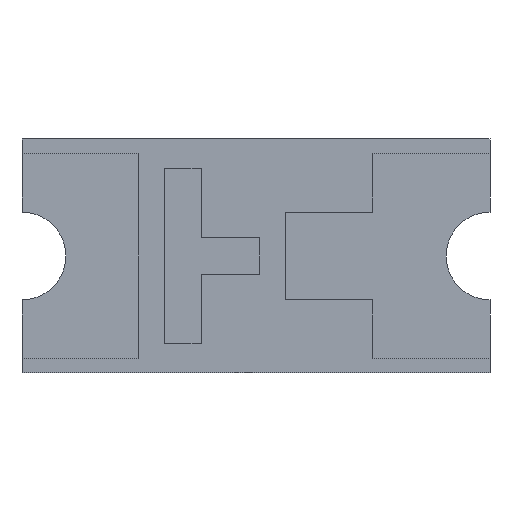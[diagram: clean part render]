
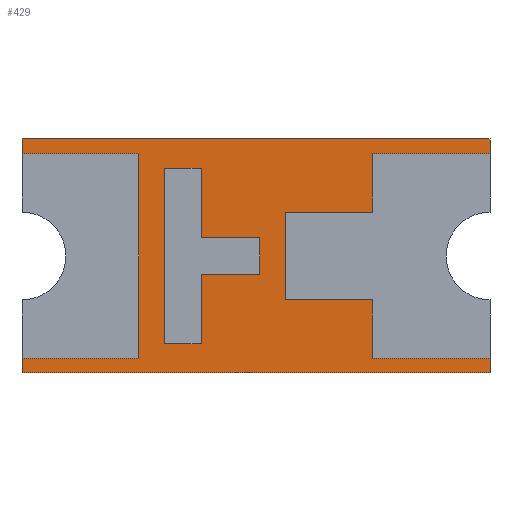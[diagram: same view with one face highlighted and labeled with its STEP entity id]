
A CAD part, front view. The second image highlights one B-rep face of the part: STEP entity #429.
In plain terms, the highlighted planar face has unit normal (0, -1, 0).
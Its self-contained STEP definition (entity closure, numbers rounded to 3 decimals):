
#262 = VERTEX_POINT('',#263);
#263 = CARTESIAN_POINT('',(-0.8,0.,0.35));
#269 = EDGE_CURVE('',#262,#270,#272,.T.);
#270 = VERTEX_POINT('',#271);
#271 = CARTESIAN_POINT('',(-0.8,0.,0.4));
#272 = LINE('',#273,#274);
#273 = CARTESIAN_POINT('',(-0.8,0.,0.4));
#274 = VECTOR('',#275,1.);
#275 = DIRECTION('',(0.,0.,1.));
#318 = VERTEX_POINT('',#319);
#319 = CARTESIAN_POINT('',(0.8,0.,0.4));
#325 = EDGE_CURVE('',#318,#326,#328,.T.);
#326 = VERTEX_POINT('',#327);
#327 = CARTESIAN_POINT('',(0.8,0.,0.35));
#328 = LINE('',#329,#330);
#329 = CARTESIAN_POINT('',(0.8,0.,0.4));
#330 = VECTOR('',#331,1.);
#331 = DIRECTION('',(0.,0.,-1.));
#429 = ADVANCED_FACE('',(#430,#542),#608,.F.);
#430 = FACE_BOUND('',#431,.T.);
#431 = EDGE_LOOP('',(#432,#440,#441,#447,#448,#456,#464,#472,#480,#488,
    #496,#504,#512,#520,#528,#536));
#432 = ORIENTED_EDGE('',*,*,#433,.F.);
#433 = EDGE_CURVE('',#326,#434,#436,.T.);
#434 = VERTEX_POINT('',#435);
#435 = CARTESIAN_POINT('',(0.4,0.,0.35));
#436 = LINE('',#437,#438);
#437 = CARTESIAN_POINT('',(0.8,0.,0.35));
#438 = VECTOR('',#439,1.);
#439 = DIRECTION('',(-1.,0.,0.));
#440 = ORIENTED_EDGE('',*,*,#325,.F.);
#441 = ORIENTED_EDGE('',*,*,#442,.F.);
#442 = EDGE_CURVE('',#270,#318,#443,.T.);
#443 = LINE('',#444,#445);
#444 = CARTESIAN_POINT('',(-0.8,0.,0.4));
#445 = VECTOR('',#446,1.);
#446 = DIRECTION('',(1.,0.,0.));
#447 = ORIENTED_EDGE('',*,*,#269,.F.);
#448 = ORIENTED_EDGE('',*,*,#449,.F.);
#449 = EDGE_CURVE('',#450,#262,#452,.T.);
#450 = VERTEX_POINT('',#451);
#451 = CARTESIAN_POINT('',(-0.4,0.,0.35));
#452 = LINE('',#453,#454);
#453 = CARTESIAN_POINT('',(0.8,0.,0.35));
#454 = VECTOR('',#455,1.);
#455 = DIRECTION('',(-1.,0.,0.));
#456 = ORIENTED_EDGE('',*,*,#457,.F.);
#457 = EDGE_CURVE('',#458,#450,#460,.T.);
#458 = VERTEX_POINT('',#459);
#459 = CARTESIAN_POINT('',(-0.4,0.,-0.35));
#460 = LINE('',#461,#462);
#461 = CARTESIAN_POINT('',(-0.4,0.,0.));
#462 = VECTOR('',#463,1.);
#463 = DIRECTION('',(0.,0.,1.));
#464 = ORIENTED_EDGE('',*,*,#465,.F.);
#465 = EDGE_CURVE('',#466,#458,#468,.T.);
#466 = VERTEX_POINT('',#467);
#467 = CARTESIAN_POINT('',(-0.8,0.,-0.35));
#468 = LINE('',#469,#470);
#469 = CARTESIAN_POINT('',(0.8,0.,-0.35));
#470 = VECTOR('',#471,1.);
#471 = DIRECTION('',(1.,0.,0.));
#472 = ORIENTED_EDGE('',*,*,#473,.F.);
#473 = EDGE_CURVE('',#474,#466,#476,.T.);
#474 = VERTEX_POINT('',#475);
#475 = CARTESIAN_POINT('',(-0.8,0.,-0.4));
#476 = LINE('',#477,#478);
#477 = CARTESIAN_POINT('',(-0.8,0.,-0.15));
#478 = VECTOR('',#479,1.);
#479 = DIRECTION('',(0.,0.,1.));
#480 = ORIENTED_EDGE('',*,*,#481,.F.);
#481 = EDGE_CURVE('',#482,#474,#484,.T.);
#482 = VERTEX_POINT('',#483);
#483 = CARTESIAN_POINT('',(0.8,0.,-0.4));
#484 = LINE('',#485,#486);
#485 = CARTESIAN_POINT('',(-0.8,0.,-0.4));
#486 = VECTOR('',#487,1.);
#487 = DIRECTION('',(-1.,-0.,-0.));
#488 = ORIENTED_EDGE('',*,*,#489,.F.);
#489 = EDGE_CURVE('',#490,#482,#492,.T.);
#490 = VERTEX_POINT('',#491);
#491 = CARTESIAN_POINT('',(0.8,0.,-0.35));
#492 = LINE('',#493,#494);
#493 = CARTESIAN_POINT('',(0.8,0.,-0.15));
#494 = VECTOR('',#495,1.);
#495 = DIRECTION('',(0.,0.,-1.));
#496 = ORIENTED_EDGE('',*,*,#497,.F.);
#497 = EDGE_CURVE('',#498,#490,#500,.T.);
#498 = VERTEX_POINT('',#499);
#499 = CARTESIAN_POINT('',(0.4,0.,-0.35));
#500 = LINE('',#501,#502);
#501 = CARTESIAN_POINT('',(0.8,0.,-0.35));
#502 = VECTOR('',#503,1.);
#503 = DIRECTION('',(1.,0.,0.));
#504 = ORIENTED_EDGE('',*,*,#505,.F.);
#505 = EDGE_CURVE('',#506,#498,#508,.T.);
#506 = VERTEX_POINT('',#507);
#507 = CARTESIAN_POINT('',(0.4,0.,-0.15));
#508 = LINE('',#509,#510);
#509 = CARTESIAN_POINT('',(0.4,0.,0.));
#510 = VECTOR('',#511,1.);
#511 = DIRECTION('',(0.,0.,-1.));
#512 = ORIENTED_EDGE('',*,*,#513,.F.);
#513 = EDGE_CURVE('',#514,#506,#516,.T.);
#514 = VERTEX_POINT('',#515);
#515 = CARTESIAN_POINT('',(0.1,0.,-0.15));
#516 = LINE('',#517,#518);
#517 = CARTESIAN_POINT('',(0.8,0.,-0.15));
#518 = VECTOR('',#519,1.);
#519 = DIRECTION('',(1.,0.,0.));
#520 = ORIENTED_EDGE('',*,*,#521,.F.);
#521 = EDGE_CURVE('',#522,#514,#524,.T.);
#522 = VERTEX_POINT('',#523);
#523 = CARTESIAN_POINT('',(0.1,0.,0.15));
#524 = LINE('',#525,#526);
#525 = CARTESIAN_POINT('',(0.1,0.,0.));
#526 = VECTOR('',#527,1.);
#527 = DIRECTION('',(0.,0.,-1.));
#528 = ORIENTED_EDGE('',*,*,#529,.F.);
#529 = EDGE_CURVE('',#530,#522,#532,.T.);
#530 = VERTEX_POINT('',#531);
#531 = CARTESIAN_POINT('',(0.4,0.,0.15));
#532 = LINE('',#533,#534);
#533 = CARTESIAN_POINT('',(0.8,0.,0.15));
#534 = VECTOR('',#535,1.);
#535 = DIRECTION('',(-1.,0.,0.));
#536 = ORIENTED_EDGE('',*,*,#537,.F.);
#537 = EDGE_CURVE('',#434,#530,#538,.T.);
#538 = LINE('',#539,#540);
#539 = CARTESIAN_POINT('',(0.4,0.,0.));
#540 = VECTOR('',#541,1.);
#541 = DIRECTION('',(0.,0.,-1.));
#542 = FACE_BOUND('',#543,.T.);
#543 = EDGE_LOOP('',(#544,#554,#562,#570,#578,#586,#594,#602));
#544 = ORIENTED_EDGE('',*,*,#545,.F.);
#545 = EDGE_CURVE('',#546,#548,#550,.T.);
#546 = VERTEX_POINT('',#547);
#547 = CARTESIAN_POINT('',(-0.188,0.,0.3));
#548 = VERTEX_POINT('',#549);
#549 = CARTESIAN_POINT('',(-0.313,0.,0.3));
#550 = LINE('',#551,#552);
#551 = CARTESIAN_POINT('',(0.8,0.,0.3));
#552 = VECTOR('',#553,1.);
#553 = DIRECTION('',(-1.,0.,0.));
#554 = ORIENTED_EDGE('',*,*,#555,.F.);
#555 = EDGE_CURVE('',#556,#546,#558,.T.);
#556 = VERTEX_POINT('',#557);
#557 = CARTESIAN_POINT('',(-0.188,0.,0.063));
#558 = LINE('',#559,#560);
#559 = CARTESIAN_POINT('',(-0.188,0.,0.));
#560 = VECTOR('',#561,1.);
#561 = DIRECTION('',(0.,0.,1.));
#562 = ORIENTED_EDGE('',*,*,#563,.F.);
#563 = EDGE_CURVE('',#564,#556,#566,.T.);
#564 = VERTEX_POINT('',#565);
#565 = CARTESIAN_POINT('',(0.013,0.,0.063));
#566 = LINE('',#567,#568);
#567 = CARTESIAN_POINT('',(0.8,0.,0.063));
#568 = VECTOR('',#569,1.);
#569 = DIRECTION('',(-1.,0.,0.));
#570 = ORIENTED_EDGE('',*,*,#571,.F.);
#571 = EDGE_CURVE('',#572,#564,#574,.T.);
#572 = VERTEX_POINT('',#573);
#573 = CARTESIAN_POINT('',(0.013,0.,-0.063));
#574 = LINE('',#575,#576);
#575 = CARTESIAN_POINT('',(0.013,0.,0.));
#576 = VECTOR('',#577,1.);
#577 = DIRECTION('',(0.,0.,1.));
#578 = ORIENTED_EDGE('',*,*,#579,.F.);
#579 = EDGE_CURVE('',#580,#572,#582,.T.);
#580 = VERTEX_POINT('',#581);
#581 = CARTESIAN_POINT('',(-0.188,0.,-0.063));
#582 = LINE('',#583,#584);
#583 = CARTESIAN_POINT('',(0.8,0.,-0.063));
#584 = VECTOR('',#585,1.);
#585 = DIRECTION('',(1.,0.,0.));
#586 = ORIENTED_EDGE('',*,*,#587,.F.);
#587 = EDGE_CURVE('',#588,#580,#590,.T.);
#588 = VERTEX_POINT('',#589);
#589 = CARTESIAN_POINT('',(-0.188,0.,-0.3));
#590 = LINE('',#591,#592);
#591 = CARTESIAN_POINT('',(-0.188,0.,0.));
#592 = VECTOR('',#593,1.);
#593 = DIRECTION('',(0.,0.,1.));
#594 = ORIENTED_EDGE('',*,*,#595,.F.);
#595 = EDGE_CURVE('',#596,#588,#598,.T.);
#596 = VERTEX_POINT('',#597);
#597 = CARTESIAN_POINT('',(-0.313,0.,-0.3));
#598 = LINE('',#599,#600);
#599 = CARTESIAN_POINT('',(0.8,0.,-0.3));
#600 = VECTOR('',#601,1.);
#601 = DIRECTION('',(1.,0.,0.));
#602 = ORIENTED_EDGE('',*,*,#603,.F.);
#603 = EDGE_CURVE('',#548,#596,#604,.T.);
#604 = LINE('',#605,#606);
#605 = CARTESIAN_POINT('',(-0.313,0.,0.));
#606 = VECTOR('',#607,1.);
#607 = DIRECTION('',(0.,0.,-1.));
#608 = PLANE('',#609);
#609 = AXIS2_PLACEMENT_3D('',#610,#611,#612);
#610 = CARTESIAN_POINT('',(0.8,0.,0.));
#611 = DIRECTION('',(0.,1.,0.));
#612 = DIRECTION('',(0.,0.,1.));
